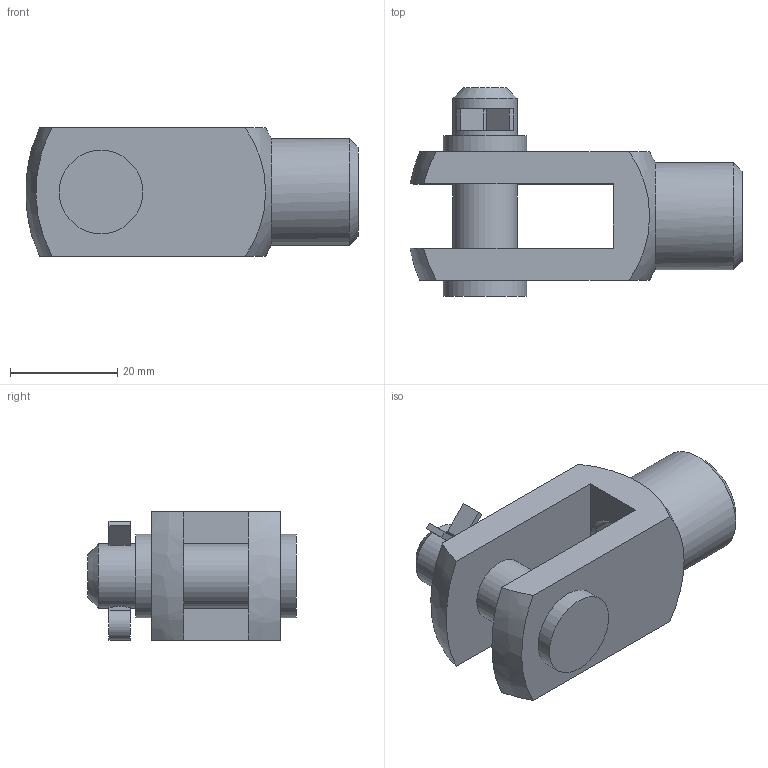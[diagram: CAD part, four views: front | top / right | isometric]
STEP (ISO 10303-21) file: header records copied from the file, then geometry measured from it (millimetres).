
FILE_DESCRIPTION( ( 'STEP AP214' ), '1' );
FILE_NAME( 'K0733.12124.stp', '2020-12-09T14:50:06', ( '' ), ( '' ), ' ', 'PARTsolutions', ' ' );
FILE_SCHEMA( ( 'AUTOMOTIVE_DESIGN { 1 0 10303 214 1 1 1 1 }' ) );
Length unit declared in the file: millimetre
Products named in the file (1): _K0733.12124
Bounding box: 62 x 39 x 24 mm (x, y, z)
Volume: 21034.8 mm3; surface area: 8909.3 mm2
Topology: 1 solids, 1 shells, 47 faces, 144 edges, 94 vertices
Faces by surface type: plane 28, cylinder 12, cone 4, bspline 2, sphere 1
Full cylindrical faces by diameter (mm): 10.647 x1, 12 x2, 15.6 x2, 20 x1
Entity records: 2077 total; most frequent: CARTESIAN_POINT 463, ORIENTED_EDGE 254, DIRECTION 240, EDGE_CURVE 127, VERTEX_POINT 89, AXIS2_PLACEMENT_3D 83, LINE 74, VECTOR 74
